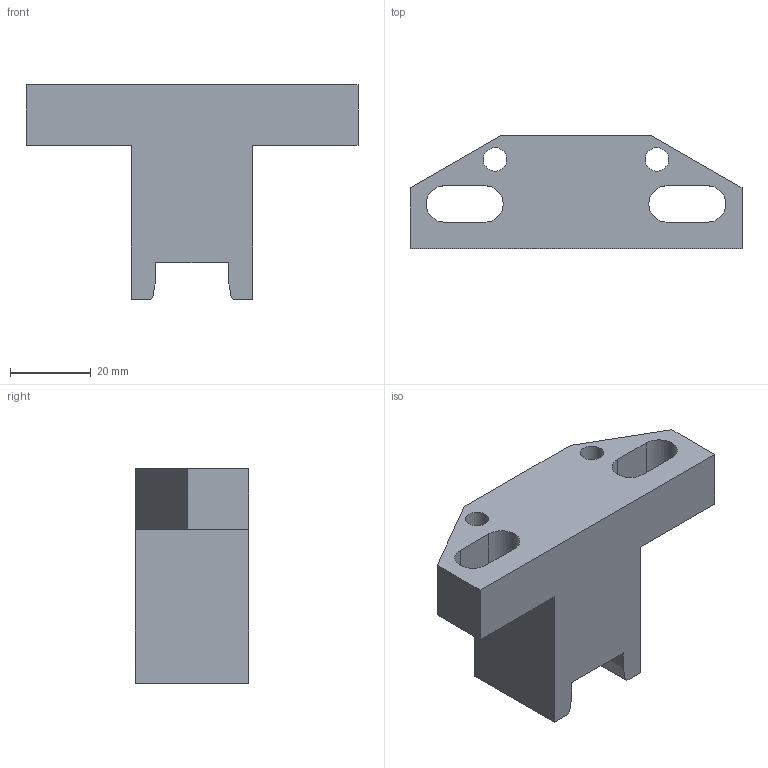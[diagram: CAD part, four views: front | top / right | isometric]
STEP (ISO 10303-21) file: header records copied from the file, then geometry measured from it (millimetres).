
FILE_DESCRIPTION((''),'1');
FILE_NAME('SB-A.stp','2012-12-10T02:27:16',(''),(''),'Spatial Interop R18','Kubotek KeyCreator V8.5.1 (14335)',' ');
FILE_SCHEMA(('CONFIG_CONTROL_DESIGN'));
Length unit declared in the file: millimetre
Products named in the file (1): 1
Bounding box: 82 x 28 x 53 mm (x, y, z)
Volume: 47197.8 mm3; surface area: 14261.9 mm2
Topology: 1 solids, 1 shells, 38 faces, 100 edges, 66 vertices
Faces by surface type: plane 26, cylinder 10, cone 2
Full cylindrical faces by diameter (mm): 5.8 x2, 7 x1, 12 x1, 14.95 x1, 16.6 x1
Entity records: 1218 total; most frequent: CARTESIAN_POINT 229, DIRECTION 188, ORIENTED_EDGE 182, EDGE_CURVE 91, LINE 70, VECTOR 70, VERTEX_POINT 66, AXIS2_PLACEMENT_3D 59
